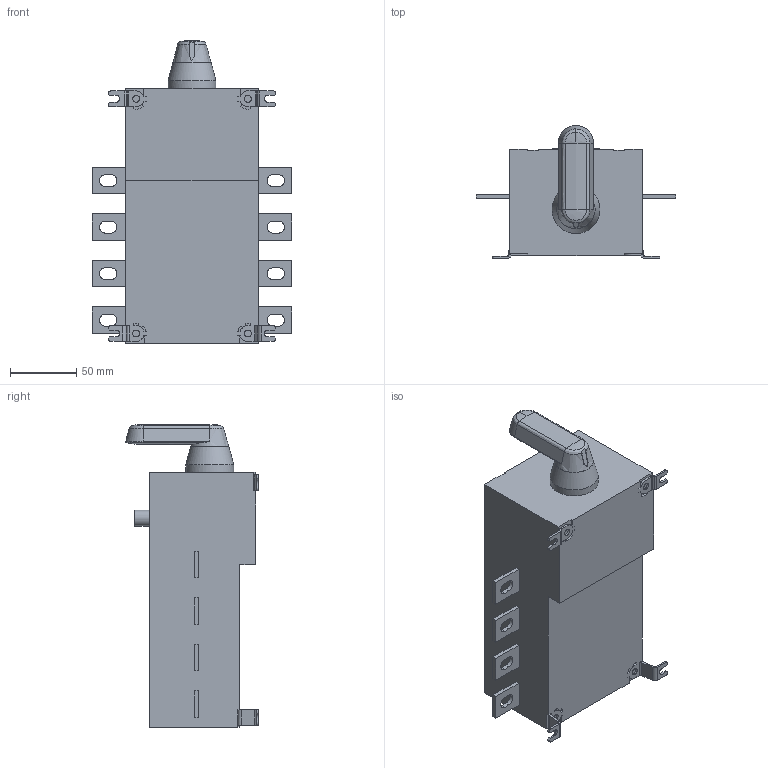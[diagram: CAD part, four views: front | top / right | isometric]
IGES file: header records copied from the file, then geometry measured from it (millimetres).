
Global section: file name: OT200ES40.igs; preprocessor: I-DEAS 3D IGES Translator 11; date: 20060519.111238; units: millimetre
Bounding box: 150 x 99.72 x 227.85 mm (x, y, z)
Volume: 1439955.1 mm3; surface area: 100450.8 mm2
Topology: 1 solids, 1 shells, 292 faces, 806 edges, 532 vertices
Faces by surface type: bspline 292
